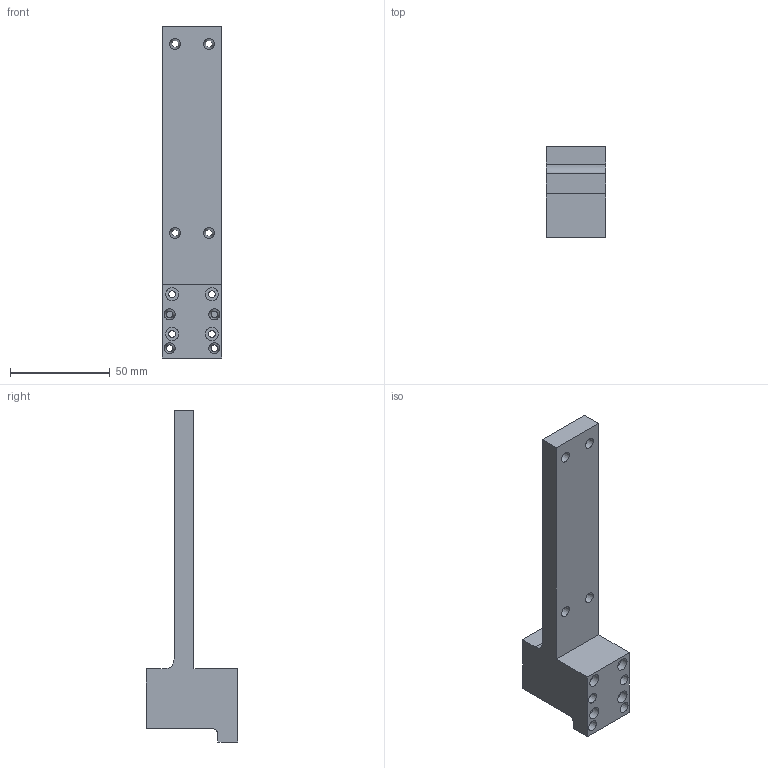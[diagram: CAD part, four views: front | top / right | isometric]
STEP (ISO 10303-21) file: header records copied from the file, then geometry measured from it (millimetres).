
FILE_DESCRIPTION(/* description */ ('STEP AP242','CAx-IF Rec.Pracs.---Representation and Presentation of Product Manufacturing Information (PMI)---4.0---2014-10-13','CAx-IF Rec.Pracs.---3D Tessellated Geometry---0.4---2014-09-14','2;1'),/* implementation_level */ '2;1');
FILE_NAME(/* name */ '67a54fbf29932b08bdfd1326',/* time_stamp */ '2025-02-07T00:11:43Z',/* author */ (''),/* organization */ (''),/* preprocessor_version */ 'ST-DEVELOPER v20',/* originating_system */ 'ONSHAPE BY PTC INC, 1.193',/* authorisation */ ' ');
FILE_SCHEMA (('AP242_MANAGED_MODEL_BASED_3D_ENGINEERING_MIM_LF { 1 0 10303 442 1 1 4 }'));
Length unit declared in the file: metre
Products named in the file (1): Z,A Axis Holder
Bounding box: 30 x 46 x 166.75 mm (x, y, z)
Volume: 79243.6 mm3; surface area: 21233.6 mm2
Topology: 1 solids, 1 shells, 44 faces, 102 edges, 68 vertices
Faces by surface type: plane 22, cylinder 13, cone 8, bspline 1
Full cylindrical faces by diameter (mm): 3.4 x8, 6.5 x4
Entity records: 1250 total; most frequent: CARTESIAN_POINT 244, DIRECTION 204, ORIENTED_EDGE 160, EDGE_LOOP 92, FACE_BOUND 92, AXIS2_PLACEMENT_3D 86, EDGE_CURVE 80, VERTEX_POINT 66
